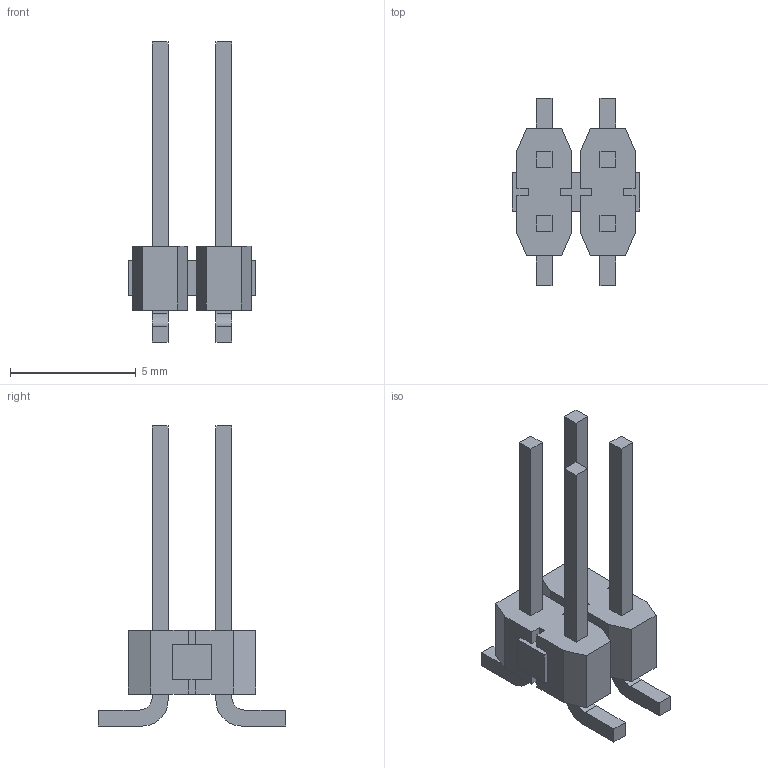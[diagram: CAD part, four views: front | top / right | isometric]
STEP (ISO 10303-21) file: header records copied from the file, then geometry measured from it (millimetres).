
FILE_DESCRIPTION(('FreeCAD Model'),'2;1');
FILE_NAME('TSM_102_02_S_DV_cp.step','2018-08-06T10:53:28',('kicad StepUp'),( 'ksu MCAD'),'Open CASCADE STEP processor 7.2','FreeCAD','Unknown');
FILE_SCHEMA(('AUTOMOTIVE_DESIGN { 1 0 10303 214 1 1 1 1 }'));
Length unit declared in the file: millimetre
Products named in the file (1): TSM_102_02_S_DV_cp
Bounding box: 5.08 x 7.44 x 11.94 mm (x, y, z)
Volume: 72 mm3; surface area: 287.4 mm2
Topology: 2 solids, 2 shells, 140 faces, 408 edges, 272 vertices
Faces by surface type: plane 132, cylinder 8
Entity records: 5555 total; most frequent: CARTESIAN_POINT 821, ORIENTED_EDGE 816, DIRECTION 706, EDGE_CURVE 408, LINE 392, VECTOR 392, VERTEX_POINT 272, AXIS2_PLACEMENT_3D 157
